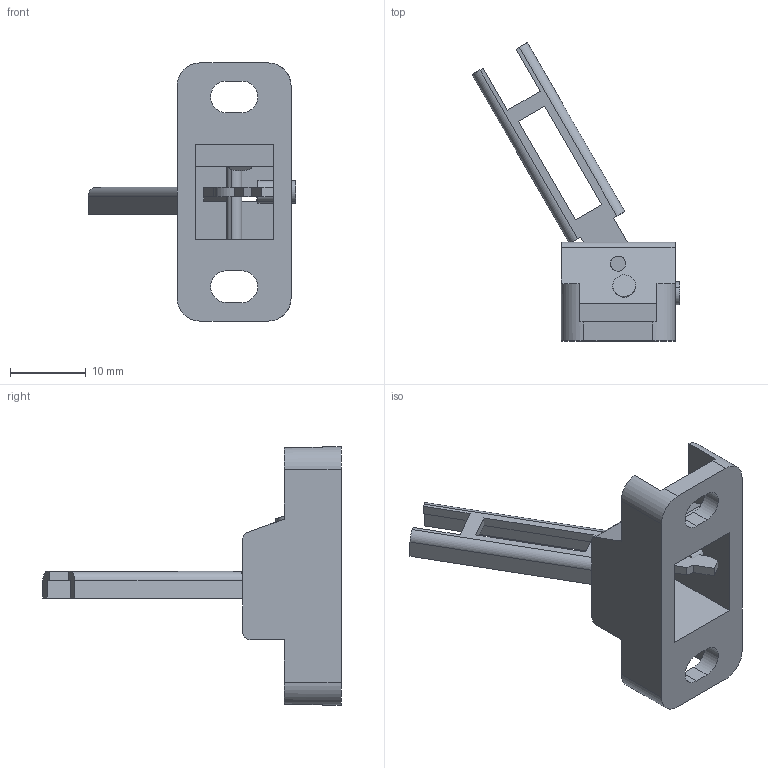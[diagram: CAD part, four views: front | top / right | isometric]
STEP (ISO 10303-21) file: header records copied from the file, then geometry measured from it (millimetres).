
FILE_DESCRIPTION (( 'STEP AP203' ), '1' );
FILE_NAME ('OUTSIDE-HS9Z-A66.STEP', '2014-04-18T10:13:21', ( 'IDEC' ), ( '' ), 'SwSTEP 2.0', 'SolidWorks 2012', '' );
FILE_SCHEMA (( 'CONFIG_CONTROL_DESIGN' ));
Length unit declared in the file: millimetre
Products named in the file (5): OUTSIDE-HS9Z-A65-ACT-BASE; OUTSIDE-HS9Z-A65-ACTR; OUTSIDE-HS(M3x5); OUTSIDE-HS(SP2x4); OUTSIDE-HS9Z-A66
Assembly tree (5 placements, depth 2):
  OUTSIDE-HS9Z-A66
    OUTSIDE-HS9Z-A65-ACT-BASE
    OUTSIDE-HS9Z-A65-ACTR
    OUTSIDE-HS(M3x5)  x2
    OUTSIDE-HS(SP2x4)
Bounding box: 27.38 x 39.32 x 34 mm (x, y, z)
Volume: 3133.5 mm3; surface area: 3677.1 mm2
Topology: 5 solids, 5 shells, 103 faces, 276 edges, 184 vertices
Faces by surface type: plane 72, cylinder 31
Entity records: 3713 total; most frequent: CARTESIAN_POINT 569, ORIENTED_EDGE 540, DIRECTION 538, EDGE_CURVE 270, VECTOR 208, LINE 208, VERTEX_POINT 180, AXIS2_PLACEMENT_3D 165
